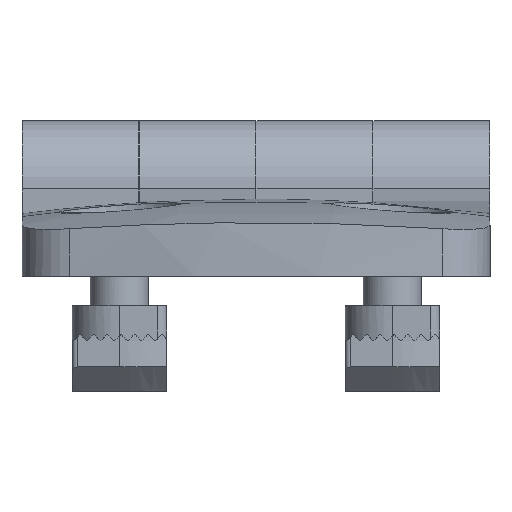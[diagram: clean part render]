
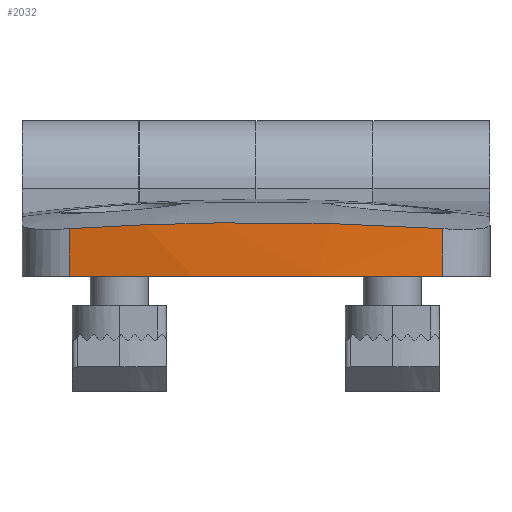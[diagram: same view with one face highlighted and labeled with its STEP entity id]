
A CAD part, front view. The second image highlights one B-rep face of the part: STEP entity #2032.
In plain terms, the highlighted cylindrical face has radius 100 mm (diameter 200 mm), a partial arc.
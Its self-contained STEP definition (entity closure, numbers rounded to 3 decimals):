
#2032=ADVANCED_FACE('',(#2300),#2301,.T.);
#2300=FACE_OUTER_BOUND('',#2642,.T.);
#2301=CYLINDRICAL_SURFACE('',#2643,100.0);
#2642=EDGE_LOOP('',(#3584,#3585,#3586,#3587));
#2643=AXIS2_PLACEMENT_3D('',#3588,#3589,#3590);
#3584=ORIENTED_EDGE('',*,*,#4312,.F.);
#3585=ORIENTED_EDGE('',*,*,#4313,.T.);
#3586=ORIENTED_EDGE('',*,*,#4308,.T.);
#3587=ORIENTED_EDGE('',*,*,#4314,.F.);
#3588=CARTESIAN_POINT('',(56.5,0.,15.0));
#3589=DIRECTION('',(0.0,-0.0,1.0));
#3590=DIRECTION('',(0.0,1.0,0.0));
#4308=EDGE_CURVE('',#4884,#4885,#4886,.T.);
#4312=EDGE_CURVE('',#4892,#4893,#4894,.T.);
#4313=EDGE_CURVE('',#4892,#4884,#4895,.T.);
#4314=EDGE_CURVE('',#4893,#4885,#4896,.T.);
#4884=VERTEX_POINT('',#5836);
#4885=VERTEX_POINT('',#5837);
#4886=LINE('',#5838,#5839);
#4892=VERTEX_POINT('',#5866);
#4893=VERTEX_POINT('',#5867);
#4894=LINE('',#5868,#5869);
#4895=B_SPLINE_CURVE_WITH_KNOTS('',3,(#5870,#5871,#5872,#5873,#5874,#5875,#5876,#5877,#5878,#5879,#5880,#5881,#5882,#5883,#5884,#5885,#5886,#5887,#5888,#5889,#5890,#5891,#5892,#5893,#5894,#5895,#5896,#5897,#5898,#5899,#5900,#5901),.UNSPECIFIED.,.F.,.F.,(4,1,1,1,1,1,1,1,1,1,1,1,1,1,1,1,1,1,1,1,1,1,1,1,1,1,1,1,1,4),(0.0,0.026,0.052,0.078,0.104,0.131,0.157,0.183,0.209,0.235,0.262,0.288,0.314,0.341,0.367,0.393,0.42,0.446,0.472,0.499,0.549,0.6,0.65,0.7,0.75,0.8,0.85,0.9,0.95,1.0),.UNSPECIFIED.);
#4896=CIRCLE('',#5902,100.0);
#5836=CARTESIAN_POINT('',(-41.649,19.149,-4.078));
#5837=CARTESIAN_POINT('',(-41.649,19.149,-8.961));
#5838=CARTESIAN_POINT('',(-41.649,19.149,15.0));
#5839=VECTOR('',#6854,1.0);
#5866=CARTESIAN_POINT('',(-41.649,-19.149,-4.078));
#5867=CARTESIAN_POINT('',(-41.649,-19.149,-8.961));
#5868=CARTESIAN_POINT('',(-41.649,-19.149,15.0));
#5869=VECTOR('',#6859,1.0);
#5870=CARTESIAN_POINT('',(-41.649,-19.149,-4.078));
#5871=CARTESIAN_POINT('',(-41.713,-18.82,-4.056));
#5872=CARTESIAN_POINT('',(-41.839,-18.163,-4.014));
#5873=CARTESIAN_POINT('',(-42.016,-17.173,-3.954));
#5874=CARTESIAN_POINT('',(-42.184,-16.181,-3.898));
#5875=CARTESIAN_POINT('',(-42.342,-15.187,-3.845));
#5876=CARTESIAN_POINT('',(-42.49,-14.19,-3.795));
#5877=CARTESIAN_POINT('',(-42.628,-13.192,-3.749));
#5878=CARTESIAN_POINT('',(-42.756,-12.19,-3.707));
#5879=CARTESIAN_POINT('',(-42.874,-11.187,-3.667));
#5880=CARTESIAN_POINT('',(-42.982,-10.182,-3.632));
#5881=CARTESIAN_POINT('',(-43.08,-9.175,-3.599));
#5882=CARTESIAN_POINT('',(-43.168,-8.166,-3.57));
#5883=CARTESIAN_POINT('',(-43.245,-7.156,-3.544));
#5884=CARTESIAN_POINT('',(-43.313,-6.144,-3.522));
#5885=CARTESIAN_POINT('',(-43.37,-5.13,-3.503));
#5886=CARTESIAN_POINT('',(-43.417,-4.115,-3.488));
#5887=CARTESIAN_POINT('',(-43.454,-3.099,-3.476));
#5888=CARTESIAN_POINT('',(-43.48,-2.082,-3.467));
#5889=CARTESIAN_POINT('',(-43.496,-1.064,-3.462));
#5890=CARTESIAN_POINT('',(-43.503,0.264,-3.459));
#5891=CARTESIAN_POINT('',(-43.488,1.899,-3.464));
#5892=CARTESIAN_POINT('',(-43.433,3.841,-3.483));
#5893=CARTESIAN_POINT('',(-43.339,5.777,-3.513));
#5894=CARTESIAN_POINT('',(-43.209,7.709,-3.556));
#5895=CARTESIAN_POINT('',(-43.041,9.634,-3.612));
#5896=CARTESIAN_POINT('',(-42.837,11.553,-3.68));
#5897=CARTESIAN_POINT('',(-42.596,13.465,-3.76));
#5898=CARTESIAN_POINT('',(-42.318,15.369,-3.853));
#5899=CARTESIAN_POINT('',(-42.006,17.264,-3.957));
#5900=CARTESIAN_POINT('',(-41.768,18.521,-4.038));
#5901=CARTESIAN_POINT('',(-41.649,19.149,-4.078));
#5902=AXIS2_PLACEMENT_3D('',#6860,#6861,#6862);
#6854=DIRECTION('',(0.0,0.0,-1.0));
#6859=DIRECTION('',(0.0,0.0,-1.0));
#6860=CARTESIAN_POINT('',(56.5,0.,-8.961));
#6861=DIRECTION('',(0.0,0.0,-1.0));
#6862=DIRECTION('',(0.0,-1.0,0.0));
